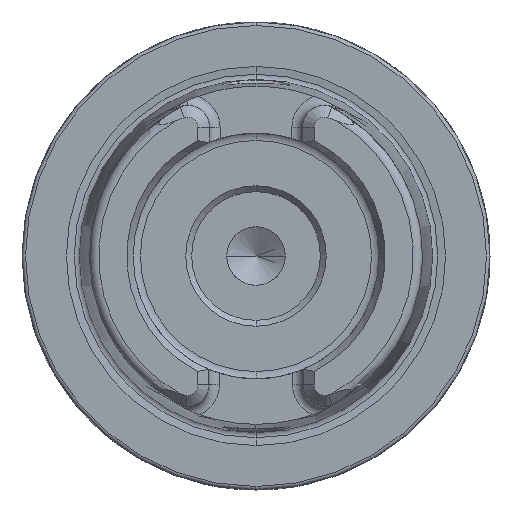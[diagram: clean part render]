
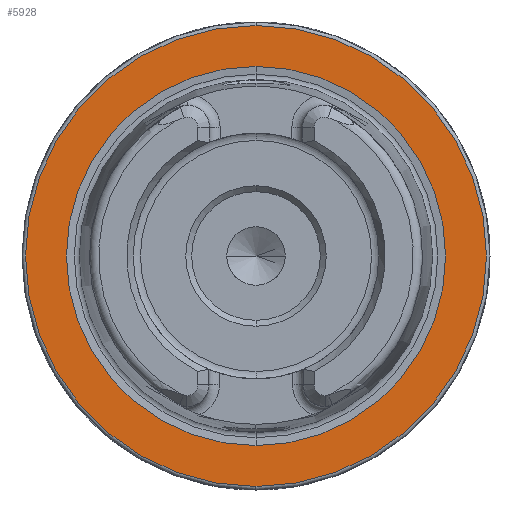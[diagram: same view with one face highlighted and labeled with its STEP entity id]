
A CAD part, left-side view. The second image highlights one B-rep face of the part: STEP entity #5928.
In plain terms, the highlighted planar face has unit normal (-1, 0, 0).
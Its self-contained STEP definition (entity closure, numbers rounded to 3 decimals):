
#108 = ORIENTED_EDGE ( 'NONE', *, *, #1532, .F. ) ;
#188 = ORIENTED_EDGE ( 'NONE', *, *, #1368, .T. ) ;
#189 = ORIENTED_EDGE ( 'NONE', *, *, #1531, .T. ) ;
#190 = ORIENTED_EDGE ( 'NONE', *, *, #1364, .F. ) ;
#339 = VERTEX_POINT ( 'NONE', #10625 ) ;
#340 = VERTEX_POINT ( 'NONE', #10620 ) ;
#342 = VERTEX_POINT ( 'NONE', #10618 ) ;
#347 = VERTEX_POINT ( 'NONE', #10616 ) ;
#544 = DIRECTION ( 'NONE',  ( 0., 0., 1. ) ) ;
#545 = DIRECTION ( 'NONE',  ( -1., 0., 0. ) ) ;
#546 = CARTESIAN_POINT ( 'NONE',  ( 0., 0., 0. ) ) ;
#831 = EDGE_LOOP ( 'NONE', ( #188, #189 ) ) ;
#1364 = EDGE_CURVE ( 'NONE', #347, #342, #9967, .T. ) ;
#1368 = EDGE_CURVE ( 'NONE', #340, #339, #9974, .T. ) ;
#1531 = EDGE_CURVE ( 'NONE', #339, #340, #10111, .T. ) ;
#1532 = EDGE_CURVE ( 'NONE', #342, #347, #10118, .T. ) ;
#1883 = CARTESIAN_POINT ( 'NONE',  ( 0., 0., 0. ) ) ;
#1884 = DIRECTION ( 'NONE',  ( -1., 0., 0. ) ) ;
#1885 = DIRECTION ( 'NONE',  ( 0., 0., 1. ) ) ;
#1886 = CARTESIAN_POINT ( 'NONE',  ( 0., 0., 0. ) ) ;
#1887 = DIRECTION ( 'NONE',  ( -1., 0., 0. ) ) ;
#1888 = DIRECTION ( 'NONE',  ( 0., 0., 1. ) ) ;
#2845 = AXIS2_PLACEMENT_3D ( 'NONE', #546, #545, #544 ) ;
#2848 = AXIS2_PLACEMENT_3D ( 'NONE', #5988, #5989, #5990 ) ;
#2894 = AXIS2_PLACEMENT_3D ( 'NONE', #1883, #1884, #1885 ) ;
#2895 = AXIS2_PLACEMENT_3D ( 'NONE', #1886, #1887, #1888 ) ;
#4586 = EDGE_LOOP ( 'NONE', ( #108, #190 ) ) ;
#5928 = ADVANCED_FACE ( 'NONE', ( #8494, #8489 ), #8082, .F. ) ;
#5988 = CARTESIAN_POINT ( 'NONE',  ( 0., 0., 0. ) ) ;
#5989 = DIRECTION ( 'NONE',  ( -1., 0., 0. ) ) ;
#5990 = DIRECTION ( 'NONE',  ( 0., 0., 1. ) ) ;
#8079 = CARTESIAN_POINT ( 'NONE',  ( 0., 19.7, 0. ) ) ;
#8082 = PLANE ( 'NONE',  #9568 ) ;
#8084 = DIRECTION ( 'NONE',  ( 1., 0., 0. ) ) ;
#8085 = DIRECTION ( 'NONE',  ( 0., 0., -1. ) ) ;
#8489 = FACE_OUTER_BOUND ( 'NONE', #831, .T. ) ;
#8494 = FACE_BOUND ( 'NONE', #4586, .T. ) ;
#9568 = AXIS2_PLACEMENT_3D ( 'NONE', #8079, #8084, #8085 ) ;
#9967 = CIRCLE ( 'NONE', #2845, 16.207 ) ;
#9974 = CIRCLE ( 'NONE', #2848, 19.7 ) ;
#10111 = CIRCLE ( 'NONE', #2894, 19.7 ) ;
#10118 = CIRCLE ( 'NONE', #2895, 16.207 ) ;
#10616 = CARTESIAN_POINT ( 'NONE',  ( 0., 0., -16.207 ) ) ;
#10618 = CARTESIAN_POINT ( 'NONE',  ( 0., 0., 16.207 ) ) ;
#10620 = CARTESIAN_POINT ( 'NONE',  ( 0., 0., 19.7 ) ) ;
#10625 = CARTESIAN_POINT ( 'NONE',  ( 0., 0., -19.7 ) ) ;
